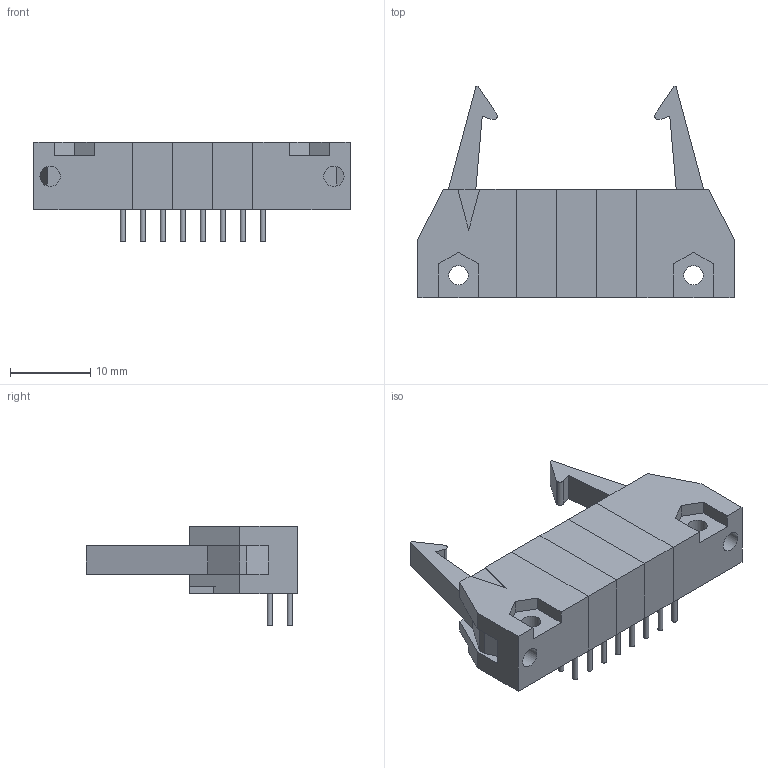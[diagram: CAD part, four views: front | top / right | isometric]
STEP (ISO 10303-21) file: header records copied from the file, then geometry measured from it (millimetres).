
FILE_DESCRIPTION(('STEP AP214'), '1');
FILE_NAME('ﾎﾍﾏ-56-ﾊﾃ-16', '2019-04-03T07:07:49', ('UNSPECIFIED'), ('UNSPECIFIED'), 'ASCON STEP Converter 1.3', 'ASCON Math Kernel', '');
FILE_SCHEMA(('AUTOMOTIVE_DESIGN { 1 0 10303 214 3 1 1}'));
Length unit declared in the file: millimetre
Products named in the file (4): 4560E7CD-AC39-43FD-9725-ED3815E83CAE
Assembly tree (5 placements, depth 2):
  (unnamed)
    4560E7CD-AC39-43FD-9725-ED3815E83CAE
    4560E7CD-AC39-43FD-9725-ED3815E83CAE  x3
    4560E7CD-AC39-43FD-9725-ED3815E83CAE
Bounding box: 39.5 x 26.38 x 12.38 mm (x, y, z)
Volume: 3175.3 mm3; surface area: 3719.5 mm2
Topology: 5 solids, 5 shells, 179 faces, 405 edges, 266 vertices
Faces by surface type: plane 141, cylinder 38
Full cylindrical faces by diameter (mm): 0.635 x32, 2.413 x2, 2.54 x2
Entity records: 4867 total; most frequent: CARTESIAN_POINT 624, DIRECTION 603, ORIENTED_EDGE 578, EDGE_CURVE 289, LINE 241, VECTOR 241, VERTEX_POINT 202, AXIS2_PLACEMENT_3D 181
